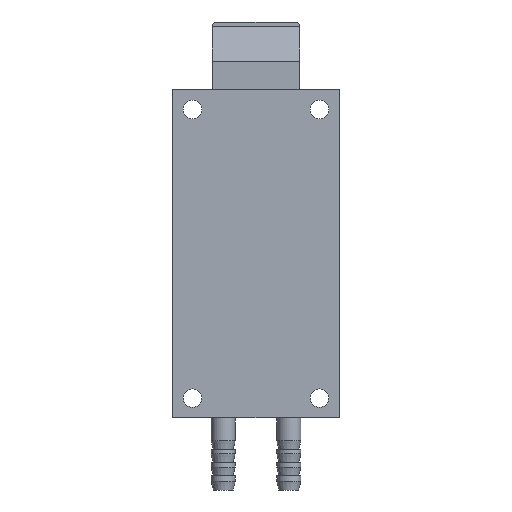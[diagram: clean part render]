
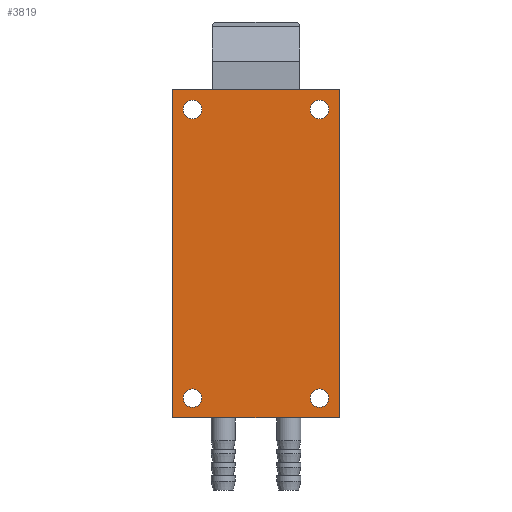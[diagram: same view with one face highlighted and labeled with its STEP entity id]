
A CAD part, front view. The second image highlights one B-rep face of the part: STEP entity #3819.
In plain terms, the highlighted planar face has unit normal (0, -1, 0).
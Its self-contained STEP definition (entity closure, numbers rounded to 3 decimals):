
#15 = CARTESIAN_POINT ( 'NONE',  ( -29., -9.5, -70.2 ) ) ;
#33 = LINE ( 'NONE', #4057, #2580 ) ;
#56 = CARTESIAN_POINT ( 'NONE',  ( 38., -9.5, 75. ) ) ;
#70 = DIRECTION ( 'NONE',  ( 0., 0., 1. ) ) ;
#160 = VERTEX_POINT ( 'NONE', #2381 ) ;
#285 = ORIENTED_EDGE ( 'NONE', *, *, #2096, .T. ) ;
#313 = EDGE_LOOP ( 'NONE', ( #285, #4199 ) ) ;
#331 = DIRECTION ( 'NONE',  ( 0., 1., 0. ) ) ;
#381 = AXIS2_PLACEMENT_3D ( 'NONE', #3088, #4106, #2091 ) ;
#387 = EDGE_CURVE ( 'NONE', #1411, #160, #3946, .T. ) ;
#390 = VERTEX_POINT ( 'NONE', #1833 ) ;
#418 = EDGE_CURVE ( 'NONE', #3328, #2385, #3837, .T. ) ;
#448 = DIRECTION ( 'NONE',  ( 0., 1., 0. ) ) ;
#562 = CIRCLE ( 'NONE', #925, 4.2 ) ;
#577 = DIRECTION ( 'NONE',  ( 0., 0., 1. ) ) ;
#580 = AXIS2_PLACEMENT_3D ( 'NONE', #4208, #1808, #3307 ) ;
#713 = ORIENTED_EDGE ( 'NONE', *, *, #387, .T. ) ;
#726 = AXIS2_PLACEMENT_3D ( 'NONE', #1124, #3455, #1453 ) ;
#736 = EDGE_CURVE ( 'NONE', #1071, #390, #33, .T. ) ;
#750 = EDGE_CURVE ( 'NONE', #1226, #1136, #3473, .T. ) ;
#797 = CARTESIAN_POINT ( 'NONE',  ( -29., -9.5, -61.8 ) ) ;
#800 = VECTOR ( 'NONE', #2621, 1000. ) ;
#806 = AXIS2_PLACEMENT_3D ( 'NONE', #840, #3191, #1192 ) ;
#821 = VECTOR ( 'NONE', #4089, 1000. ) ;
#840 = CARTESIAN_POINT ( 'NONE',  ( 29., -9.5, -66. ) ) ;
#908 = CARTESIAN_POINT ( 'NONE',  ( -38., -9.5, -75. ) ) ;
#925 = AXIS2_PLACEMENT_3D ( 'NONE', #2321, #331, #2659 ) ;
#968 = EDGE_CURVE ( 'NONE', #3364, #2013, #2232, .T. ) ;
#982 = CARTESIAN_POINT ( 'NONE',  ( -29., -9.5, -66. ) ) ;
#1030 = AXIS2_PLACEMENT_3D ( 'NONE', #982, #448, #2683 ) ;
#1071 = VERTEX_POINT ( 'NONE', #1271 ) ;
#1124 = CARTESIAN_POINT ( 'NONE',  ( -29., -9.5, -66. ) ) ;
#1136 = VERTEX_POINT ( 'NONE', #56 ) ;
#1138 = CARTESIAN_POINT ( 'NONE',  ( -29., -9.5, 61.8 ) ) ;
#1192 = DIRECTION ( 'NONE',  ( 0., 0., 1. ) ) ;
#1226 = VERTEX_POINT ( 'NONE', #2717 ) ;
#1271 = CARTESIAN_POINT ( 'NONE',  ( 38., -9.5, -75. ) ) ;
#1411 = VERTEX_POINT ( 'NONE', #2125 ) ;
#1453 = DIRECTION ( 'NONE',  ( 0., 0., 1. ) ) ;
#1484 = FACE_OUTER_BOUND ( 'NONE', #3619, .T. ) ;
#1529 = ORIENTED_EDGE ( 'NONE', *, *, #4126, .T. ) ;
#1542 = ORIENTED_EDGE ( 'NONE', *, *, #3219, .T. ) ;
#1592 = EDGE_LOOP ( 'NONE', ( #1542, #4081 ) ) ;
#1599 = VERTEX_POINT ( 'NONE', #2562 ) ;
#1643 = EDGE_CURVE ( 'NONE', #390, #1226, #3851, .T. ) ;
#1649 = DIRECTION ( 'NONE',  ( -1., 0., 0. ) ) ;
#1702 = LINE ( 'NONE', #2071, #821 ) ;
#1728 = DIRECTION ( 'NONE',  ( 0., 1., 0. ) ) ;
#1744 = FACE_BOUND ( 'NONE', #2314, .T. ) ;
#1808 = DIRECTION ( 'NONE',  ( 0., 1., 0. ) ) ;
#1809 = CIRCLE ( 'NONE', #3836, 4.2 ) ;
#1815 = DIRECTION ( 'NONE',  ( 0., 0., 1. ) ) ;
#1829 = DIRECTION ( 'NONE',  ( 0., 1., 0. ) ) ;
#1833 = CARTESIAN_POINT ( 'NONE',  ( -38., -9.5, -75. ) ) ;
#1882 = CARTESIAN_POINT ( 'NONE',  ( -29., -9.5, 66. ) ) ;
#2013 = VERTEX_POINT ( 'NONE', #1138 ) ;
#2045 = DIRECTION ( 'NONE',  ( 0., 1., 0. ) ) ;
#2071 = CARTESIAN_POINT ( 'NONE',  ( 38., -9.5, -75. ) ) ;
#2091 = DIRECTION ( 'NONE',  ( 0., 0., 1. ) ) ;
#2096 = EDGE_CURVE ( 'NONE', #2604, #1599, #3844, .T. ) ;
#2125 = CARTESIAN_POINT ( 'NONE',  ( 29., -9.5, 70.2 ) ) ;
#2232 = CIRCLE ( 'NONE', #3554, 4.2 ) ;
#2314 = EDGE_LOOP ( 'NONE', ( #1529, #2904 ) ) ;
#2321 = CARTESIAN_POINT ( 'NONE',  ( 29., -9.5, -66. ) ) ;
#2381 = CARTESIAN_POINT ( 'NONE',  ( 29., -9.5, 61.8 ) ) ;
#2385 = VERTEX_POINT ( 'NONE', #15 ) ;
#2398 = ORIENTED_EDGE ( 'NONE', *, *, #750, .F. ) ;
#2461 = CARTESIAN_POINT ( 'NONE',  ( 29., -9.5, -70.2 ) ) ;
#2562 = CARTESIAN_POINT ( 'NONE',  ( 29., -9.5, -61.8 ) ) ;
#2580 = VECTOR ( 'NONE', #1649, 1000. ) ;
#2604 = VERTEX_POINT ( 'NONE', #2461 ) ;
#2621 = DIRECTION ( 'NONE',  ( 1., 0., 0. ) ) ;
#2643 = FACE_BOUND ( 'NONE', #313, .T. ) ;
#2659 = DIRECTION ( 'NONE',  ( 0., 0., 1. ) ) ;
#2683 = DIRECTION ( 'NONE',  ( 0., 0., 1. ) ) ;
#2717 = CARTESIAN_POINT ( 'NONE',  ( -38., -9.5, 75. ) ) ;
#2730 = EDGE_CURVE ( 'NONE', #1136, #1071, #1702, .T. ) ;
#2759 = PLANE ( 'NONE',  #381 ) ;
#2904 = ORIENTED_EDGE ( 'NONE', *, *, #418, .T. ) ;
#2959 = VECTOR ( 'NONE', #577, 1000. ) ;
#3051 = AXIS2_PLACEMENT_3D ( 'NONE', #4058, #2045, #70 ) ;
#3066 = EDGE_CURVE ( 'NONE', #1599, #2604, #562, .T. ) ;
#3088 = CARTESIAN_POINT ( 'NONE',  ( 0., -9.5, 0. ) ) ;
#3191 = DIRECTION ( 'NONE',  ( 0., 1., 0. ) ) ;
#3219 = EDGE_CURVE ( 'NONE', #2013, #3364, #1809, .T. ) ;
#3307 = DIRECTION ( 'NONE',  ( 0., 0., 1. ) ) ;
#3314 = EDGE_LOOP ( 'NONE', ( #4307, #713 ) ) ;
#3328 = VERTEX_POINT ( 'NONE', #797 ) ;
#3364 = VERTEX_POINT ( 'NONE', #3490 ) ;
#3455 = DIRECTION ( 'NONE',  ( 0., 1., 0. ) ) ;
#3473 = LINE ( 'NONE', #3603, #800 ) ;
#3490 = CARTESIAN_POINT ( 'NONE',  ( -29., -9.5, 70.2 ) ) ;
#3531 = FACE_BOUND ( 'NONE', #1592, .T. ) ;
#3554 = AXIS2_PLACEMENT_3D ( 'NONE', #1882, #1829, #1815 ) ;
#3603 = CARTESIAN_POINT ( 'NONE',  ( -38., -9.5, 75. ) ) ;
#3619 = EDGE_LOOP ( 'NONE', ( #3644, #2398, #3656, #4233 ) ) ;
#3644 = ORIENTED_EDGE ( 'NONE', *, *, #2730, .F. ) ;
#3656 = ORIENTED_EDGE ( 'NONE', *, *, #1643, .F. ) ;
#3658 = CIRCLE ( 'NONE', #726, 4.2 ) ;
#3732 = CARTESIAN_POINT ( 'NONE',  ( -29., -9.5, 66. ) ) ;
#3819 = ADVANCED_FACE ( 'NONE', ( #3531, #1744, #1484, #2643, #4316 ), #2759, .F. ) ;
#3836 = AXIS2_PLACEMENT_3D ( 'NONE', #3732, #1728, #4084 ) ;
#3837 = CIRCLE ( 'NONE', #1030, 4.2 ) ;
#3844 = CIRCLE ( 'NONE', #806, 4.2 ) ;
#3851 = LINE ( 'NONE', #908, #2959 ) ;
#3946 = CIRCLE ( 'NONE', #580, 4.2 ) ;
#3981 = EDGE_CURVE ( 'NONE', #160, #1411, #4300, .T. ) ;
#4057 = CARTESIAN_POINT ( 'NONE',  ( -38., -9.5, -75. ) ) ;
#4058 = CARTESIAN_POINT ( 'NONE',  ( 29., -9.5, 66. ) ) ;
#4081 = ORIENTED_EDGE ( 'NONE', *, *, #968, .T. ) ;
#4084 = DIRECTION ( 'NONE',  ( 0., 0., 1. ) ) ;
#4089 = DIRECTION ( 'NONE',  ( 0., 0., -1. ) ) ;
#4106 = DIRECTION ( 'NONE',  ( 0., 1., 0. ) ) ;
#4126 = EDGE_CURVE ( 'NONE', #2385, #3328, #3658, .T. ) ;
#4199 = ORIENTED_EDGE ( 'NONE', *, *, #3066, .T. ) ;
#4208 = CARTESIAN_POINT ( 'NONE',  ( 29., -9.5, 66. ) ) ;
#4233 = ORIENTED_EDGE ( 'NONE', *, *, #736, .F. ) ;
#4300 = CIRCLE ( 'NONE', #3051, 4.2 ) ;
#4307 = ORIENTED_EDGE ( 'NONE', *, *, #3981, .T. ) ;
#4316 = FACE_BOUND ( 'NONE', #3314, .T. ) ;
